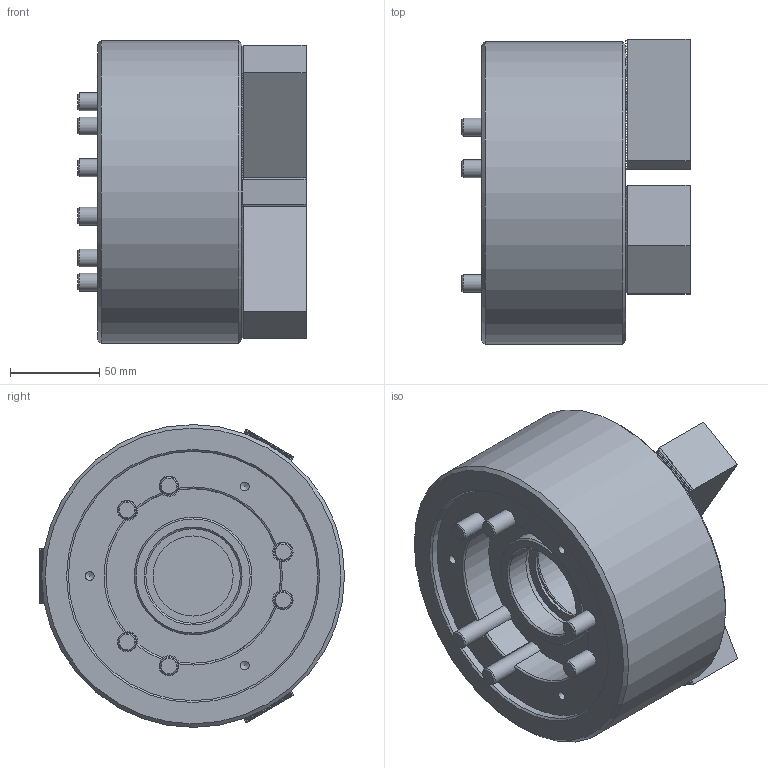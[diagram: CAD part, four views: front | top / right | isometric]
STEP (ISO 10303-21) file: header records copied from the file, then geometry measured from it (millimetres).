
FILE_DESCRIPTION (( 'STEP AP203' ), '1' );
FILE_NAME ('CF-3H-206.STEP', '2018-06-19T09:59:30', ( '' ), ( '' ), 'SwSTEP 2.0', 'SolidWorks 2016', '' );
FILE_SCHEMA (( 'CONFIG_CONTROL_DESIGN' ));
Length unit declared in the file: millimetre
Products named in the file (10): M5x10半圓頭; M10x80; CF-3H-206-01010; CF-3H-206; CF-3H-206-02010; CF-3H-206-04020; CF-3H-206-06000; CF-3H-206-07000; SJ-06; M10x25
Assembly tree (23 placements, depth 2):
  CF-3H-206
    CF-3H-206-01010
    CF-3H-206-02010
    CF-3H-206-04020
    CF-3H-206-06000
    CF-3H-206-07000
    SJ-06  x3
    M10x25  x6
    M5x10半圓頭  x3
    M10x80  x6
Bounding box: 128 x 171.22 x 170 mm (x, y, z)
Volume: 1740641.4 mm3; surface area: 262133 mm2
Topology: 23 solids, 23 shells, 1253 faces, 3422 edges, 2237 vertices
Faces by surface type: plane 863, cylinder 291, cone 89, torus 10
Full cylindrical faces by diameter (mm): 4.2 x3, 5 x7, 5.5 x3, 9.5 x3, 10 x15, 11 x12, 16 x12, 17 x6, 17.5 x6, 45 x1, 52.8 x1, 53 x2, 54 x1, 55 x2, 55.5 x1, 56 x1, 63.8 x1, 64 x1, 66 x2, 77 x2, 140 x1, 170 x1
Entity records: 16368 total; most frequent: CARTESIAN_POINT 3686, ORIENTED_EDGE 2372, DIRECTION 2220, EDGE_CURVE 1186, VERTEX_POINT 822, AXIS2_PLACEMENT_3D 777, LINE 666, VECTOR 666
